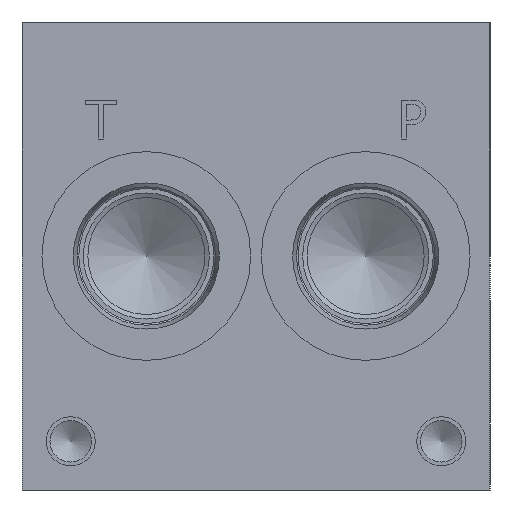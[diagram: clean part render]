
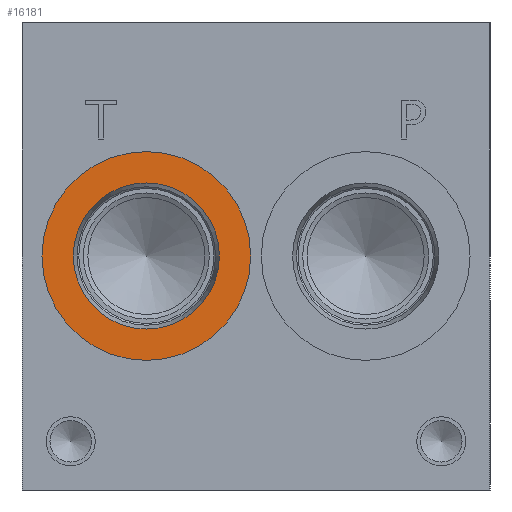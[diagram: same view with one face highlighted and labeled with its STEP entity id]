
A CAD part, left-side view. The second image highlights one B-rep face of the part: STEP entity #16181.
In plain terms, the highlighted planar face has unit normal (-1, 0, 0).
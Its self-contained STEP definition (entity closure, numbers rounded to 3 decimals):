
#370=CIRCLE('',#16988,11.9);
#371=CIRCLE('',#16989,11.9);
#376=CIRCLE('',#16997,16.993);
#377=CIRCLE('',#16998,16.993);
#854=FACE_BOUND('',#2937,.T.);
#1333=PLANE('',#16999);
#1997=FACE_OUTER_BOUND('',#2936,.T.);
#2936=EDGE_LOOP('',(#13625,#13626));
#2937=EDGE_LOOP('',(#13627,#13628));
#7566=VERTEX_POINT('',#27164);
#7567=VERTEX_POINT('',#27165);
#7572=VERTEX_POINT('',#27182);
#7573=VERTEX_POINT('',#27184);
#9701=EDGE_CURVE('',#7566,#7567,#370,.T.);
#9702=EDGE_CURVE('',#7567,#7566,#371,.T.);
#9711=EDGE_CURVE('',#7573,#7572,#376,.T.);
#9712=EDGE_CURVE('',#7572,#7573,#377,.T.);
#13625=ORIENTED_EDGE('',*,*,#9711,.T.);
#13626=ORIENTED_EDGE('',*,*,#9712,.T.);
#13627=ORIENTED_EDGE('',*,*,#9701,.T.);
#13628=ORIENTED_EDGE('',*,*,#9702,.T.);
#16181=ADVANCED_FACE('',(#1997,#854),#1333,.T.);
#16988=AXIS2_PLACEMENT_3D('',#27166,#19948,#19949);
#16989=AXIS2_PLACEMENT_3D('',#27167,#19950,#19951);
#16997=AXIS2_PLACEMENT_3D('',#27185,#19970,#19971);
#16998=AXIS2_PLACEMENT_3D('',#27186,#19972,#19973);
#16999=AXIS2_PLACEMENT_3D('',#27187,#19974,#19975);
#19948=DIRECTION('center_axis',(1.,0.,0.));
#19949=DIRECTION('ref_axis',(0.,0.,1.));
#19950=DIRECTION('center_axis',(1.,0.,0.));
#19951=DIRECTION('ref_axis',(0.,0.,1.));
#19970=DIRECTION('center_axis',(-1.,0.,0.));
#19971=DIRECTION('ref_axis',(0.,1.,0.));
#19972=DIRECTION('center_axis',(-1.,0.,0.));
#19973=DIRECTION('ref_axis',(0.,1.,0.));
#19974=DIRECTION('center_axis',(-1.,0.,0.));
#19975=DIRECTION('ref_axis',(0.,1.,0.));
#27164=CARTESIAN_POINT('',(0.787,55.956,50.));
#27165=CARTESIAN_POINT('',(0.787,55.956,26.2));
#27166=CARTESIAN_POINT('Origin',(0.787,55.956,38.1));
#27167=CARTESIAN_POINT('Origin',(0.787,55.956,38.1));
#27182=CARTESIAN_POINT('',(0.787,38.964,38.1));
#27184=CARTESIAN_POINT('',(0.787,72.949,38.1));
#27185=CARTESIAN_POINT('Origin',(0.787,55.956,38.1));
#27186=CARTESIAN_POINT('Origin',(0.787,55.956,38.1));
#27187=CARTESIAN_POINT('Origin',(0.787,55.956,38.1));
